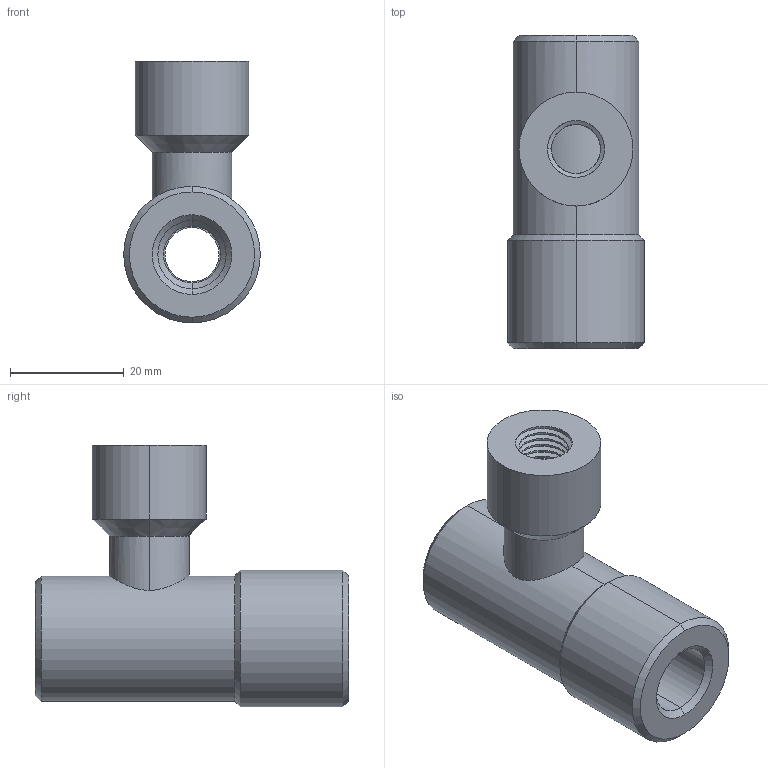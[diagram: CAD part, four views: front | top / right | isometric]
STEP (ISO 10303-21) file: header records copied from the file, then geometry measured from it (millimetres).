
FILE_DESCRIPTION (( 'STEP AP214' ), '1' );
FILE_NAME ('Raccord M24x1.5 male et 3.8p G Femelle + 1.4p G Femelle.STEP', '2024-06-19T11:58:33', ( '' ), ( '' ), 'SwSTEP 2.0', 'SolidWorks 2020', '' );
FILE_SCHEMA (( 'AUTOMOTIVE_DESIGN' ));
Length unit declared in the file: millimetre
Products named in the file (1): Raccord M24x1.5 male et 3.8p G Femelle + 1.4p G Femelle
Bounding box: 24 x 55 x 46 mm (x, y, z)
Volume: 20865.4 mm3; surface area: 8911.7 mm2
Topology: 1 solids, 1 shells, 53 faces, 126 edges, 77 vertices
Faces by surface type: cylinder 30, cone 14, plane 6, bspline 3
Entity records: 2886 total; most frequent: CARTESIAN_POINT 1687, ORIENTED_EDGE 252, DIRECTION 219, EDGE_CURVE 126, AXIS2_PLACEMENT_3D 85, VERTEX_POINT 77, EDGE_LOOP 57, ADVANCED_FACE 53
